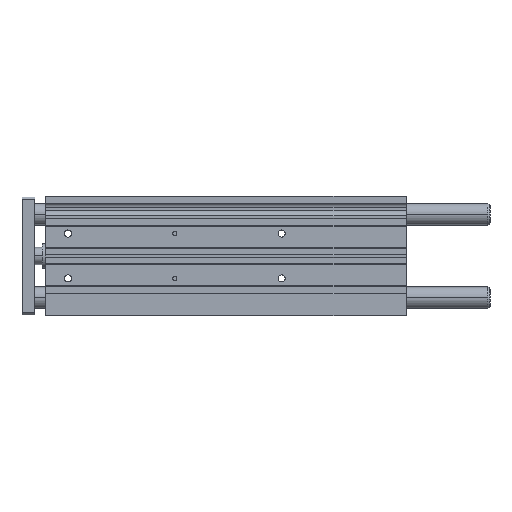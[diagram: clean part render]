
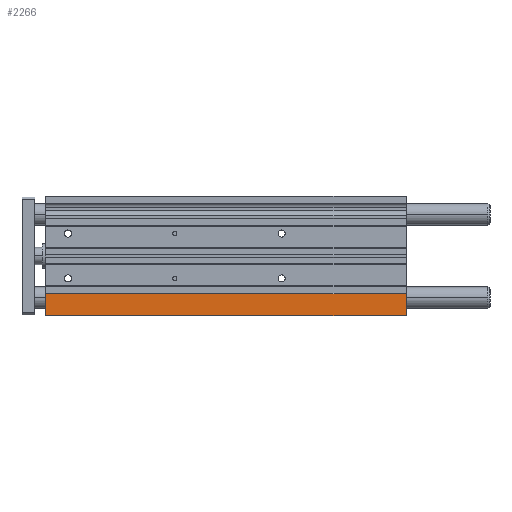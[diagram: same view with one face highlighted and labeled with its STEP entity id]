
A CAD part, top view. The second image highlights one B-rep face of the part: STEP entity #2266.
In plain terms, the highlighted planar face has unit normal (0, 0, 1).
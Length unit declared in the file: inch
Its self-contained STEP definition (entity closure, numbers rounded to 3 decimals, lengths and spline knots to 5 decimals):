
#239 = ORIENTED_EDGE ( 'NONE', *, *, #5148, .F. ) ;
#311 = VECTOR ( 'NONE', #5389, 39.37008 ) ;
#439 = LINE ( 'NONE', #564, #9724 ) ;
#564 = CARTESIAN_POINT ( 'NONE',  ( 13.2874, -1.3878, 0.94488 ) ) ;
#622 = CARTESIAN_POINT ( 'NONE',  ( 0., -2.20472, 0.94488 ) ) ;
#699 = ORIENTED_EDGE ( 'NONE', *, *, #9727, .T. ) ;
#759 = CARTESIAN_POINT ( 'NONE',  ( 0., -1.3878, 0.94488 ) ) ;
#808 = ORIENTED_EDGE ( 'NONE', *, *, #6247, .F. ) ;
#1700 = CARTESIAN_POINT ( 'NONE',  ( 13.2874, -2.20472, 0.94488 ) ) ;
#1733 = VECTOR ( 'NONE', #3016, 39.37008 ) ;
#1977 = DIRECTION ( 'NONE',  ( 0., 0., -1. ) ) ;
#2266 = ADVANCED_FACE ( 'NONE', ( #6336 ), #2833, .F. ) ;
#2833 = PLANE ( 'NONE',  #8717 ) ;
#3016 = DIRECTION ( 'NONE',  ( 0., -1., 0. ) ) ;
#3336 = DIRECTION ( 'NONE',  ( -1., 0., 0. ) ) ;
#3438 = EDGE_CURVE ( 'NONE', #6786, #5870, #439, .T. ) ;
#5072 = CARTESIAN_POINT ( 'NONE',  ( 13.2874, -1.3878, 0.94488 ) ) ;
#5148 = EDGE_CURVE ( 'NONE', #6167, #8083, #10087, .T. ) ;
#5389 = DIRECTION ( 'NONE',  ( -1., 0., 0. ) ) ;
#5662 = DIRECTION ( 'NONE',  ( 0., -1., 0. ) ) ;
#5805 = CARTESIAN_POINT ( 'NONE',  ( 0., -1.3878, 0.94488 ) ) ;
#5870 = VERTEX_POINT ( 'NONE', #5805 ) ;
#6167 = VERTEX_POINT ( 'NONE', #7872 ) ;
#6247 = EDGE_CURVE ( 'NONE', #6786, #6167, #10377, .T. ) ;
#6336 = FACE_OUTER_BOUND ( 'NONE', #11199, .T. ) ;
#6377 = DIRECTION ( 'NONE',  ( 0., -1., 0. ) ) ;
#6398 = CARTESIAN_POINT ( 'NONE',  ( 13.2874, -1.3878, 0.94488 ) ) ;
#6786 = VERTEX_POINT ( 'NONE', #10136 ) ;
#7872 = CARTESIAN_POINT ( 'NONE',  ( 13.2874, -2.20472, 0.94488 ) ) ;
#8042 = ORIENTED_EDGE ( 'NONE', *, *, #3438, .T. ) ;
#8083 = VERTEX_POINT ( 'NONE', #622 ) ;
#8102 = VECTOR ( 'NONE', #6377, 39.37008 ) ;
#8717 = AXIS2_PLACEMENT_3D ( 'NONE', #6398, #1977, #5662 ) ;
#9091 = LINE ( 'NONE', #759, #8102 ) ;
#9724 = VECTOR ( 'NONE', #3336, 39.37008 ) ;
#9727 = EDGE_CURVE ( 'NONE', #5870, #8083, #9091, .T. ) ;
#10087 = LINE ( 'NONE', #1700, #311 ) ;
#10136 = CARTESIAN_POINT ( 'NONE',  ( 13.2874, -1.3878, 0.94488 ) ) ;
#10377 = LINE ( 'NONE', #5072, #1733 ) ;
#11199 = EDGE_LOOP ( 'NONE', ( #699, #239, #808, #8042 ) ) ;
